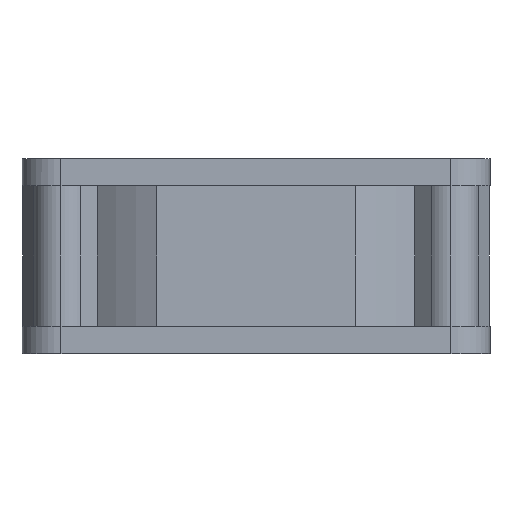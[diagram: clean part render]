
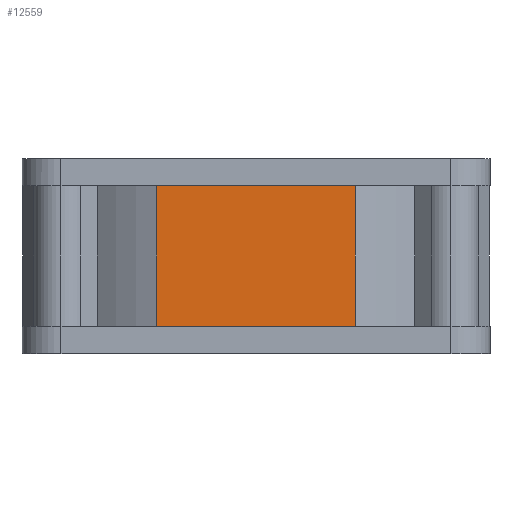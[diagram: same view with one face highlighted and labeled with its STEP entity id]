
A CAD part, left-side view. The second image highlights one B-rep face of the part: STEP entity #12559.
In plain terms, the highlighted planar face has unit normal (-1, 0, 0).
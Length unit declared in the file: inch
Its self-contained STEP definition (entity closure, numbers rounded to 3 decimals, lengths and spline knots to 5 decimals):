
#134 = VERTEX_POINT ( 'NONE', #16240 ) ;
#794 = LINE ( 'NONE', #21621, #21388 ) ;
#1217 = DIRECTION ( 'NONE',  ( 0., 1., 0. ) ) ;
#2211 = CARTESIAN_POINT ( 'NONE',  ( -3.85439, -0.48803, 0. ) ) ;
#3098 = DIRECTION ( 'NONE',  ( 0., 0., 1. ) ) ;
#3612 = PLANE ( 'NONE',  #19146 ) ;
#3824 = VERTEX_POINT ( 'NONE', #20699 ) ;
#5087 = VECTOR ( 'NONE', #3098, 39.37008 ) ;
#5595 = ORIENTED_EDGE ( 'NONE', *, *, #19125, .T. ) ;
#6161 = LINE ( 'NONE', #11621, #21989 ) ;
#7942 = ORIENTED_EDGE ( 'NONE', *, *, #20218, .T. ) ;
#8183 = CARTESIAN_POINT ( 'NONE',  ( -3.85439, 0.5043, 0.84646 ) ) ;
#8367 = ORIENTED_EDGE ( 'NONE', *, *, #17266, .F. ) ;
#8714 = VECTOR ( 'NONE', #1217, 39.37008 ) ;
#9109 = DIRECTION ( 'NONE',  ( 0., 1., 0. ) ) ;
#9548 = EDGE_CURVE ( 'NONE', #13831, #17587, #6161, .T. ) ;
#9839 = CARTESIAN_POINT ( 'NONE',  ( -3.85439, 0.5043, 0.1378 ) ) ;
#10101 = LINE ( 'NONE', #17037, #8714 ) ;
#11621 = CARTESIAN_POINT ( 'NONE',  ( -3.85439, 0.5043, 0. ) ) ;
#12559 = ADVANCED_FACE ( 'NONE', ( #12839 ), #3612, .T. ) ;
#12839 = FACE_OUTER_BOUND ( 'NONE', #21072, .T. ) ;
#12865 = DIRECTION ( 'NONE',  ( 0., 0., 1. ) ) ;
#13831 = VERTEX_POINT ( 'NONE', #9839 ) ;
#16240 = CARTESIAN_POINT ( 'NONE',  ( -3.85439, -0.49611, 0.84646 ) ) ;
#17037 = CARTESIAN_POINT ( 'NONE',  ( -3.85439, -0.48803, 0.84646 ) ) ;
#17266 = EDGE_CURVE ( 'NONE', #3824, #13831, #794, .T. ) ;
#17287 = DIRECTION ( 'NONE',  ( 0., 0., 1. ) ) ;
#17587 = VERTEX_POINT ( 'NONE', #8183 ) ;
#18481 = LINE ( 'NONE', #18813, #5087 ) ;
#18813 = CARTESIAN_POINT ( 'NONE',  ( -3.85439, -0.49611, 0. ) ) ;
#19125 = EDGE_CURVE ( 'NONE', #134, #17587, #10101, .T. ) ;
#19146 = AXIS2_PLACEMENT_3D ( 'NONE', #2211, #20828, #17287 ) ;
#20218 = EDGE_CURVE ( 'NONE', #3824, #134, #18481, .T. ) ;
#20699 = CARTESIAN_POINT ( 'NONE',  ( -3.85439, -0.49611, 0.1378 ) ) ;
#20828 = DIRECTION ( 'NONE',  ( -1., 0., 0. ) ) ;
#20870 = ORIENTED_EDGE ( 'NONE', *, *, #9548, .F. ) ;
#21072 = EDGE_LOOP ( 'NONE', ( #20870, #8367, #7942, #5595 ) ) ;
#21388 = VECTOR ( 'NONE', #9109, 39.37008 ) ;
#21621 = CARTESIAN_POINT ( 'NONE',  ( -3.85439, 0.0041, 0.1378 ) ) ;
#21989 = VECTOR ( 'NONE', #12865, 39.37008 ) ;
